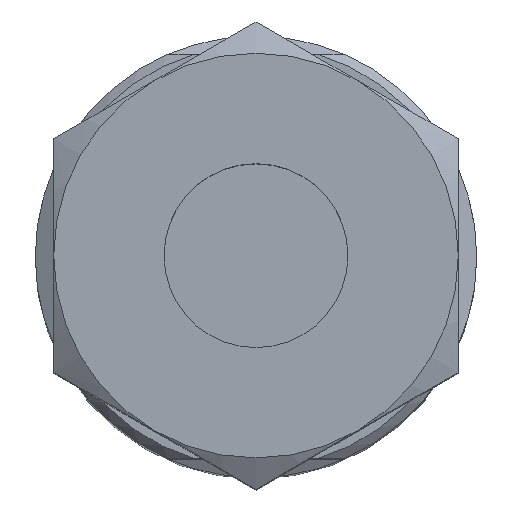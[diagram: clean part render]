
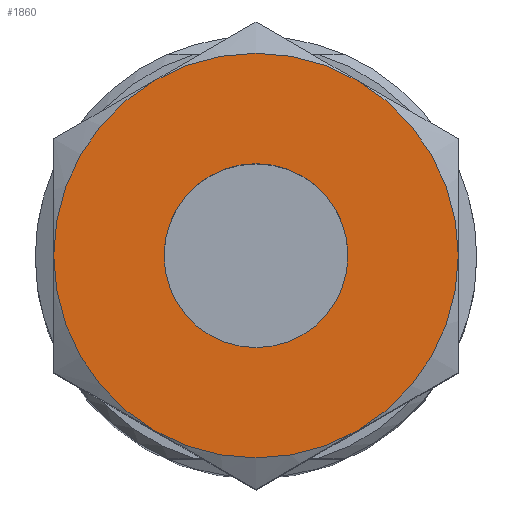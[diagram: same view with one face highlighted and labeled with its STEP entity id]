
A CAD part, top view. The second image highlights one B-rep face of the part: STEP entity #1860.
In plain terms, the highlighted planar face has unit normal (0, 0, 1).
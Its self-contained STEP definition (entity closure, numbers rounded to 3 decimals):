
#30 = VERTEX_POINT ( 'NONE', #2659 ) ;
#72 = VERTEX_POINT ( 'NONE', #367 ) ;
#97 = VERTEX_POINT ( 'NONE', #641 ) ;
#110 = CARTESIAN_POINT ( 'NONE',  ( 0., 0., 18. ) ) ;
#116 = AXIS2_PLACEMENT_3D ( 'NONE', #195, #2423, #412 ) ;
#118 = CIRCLE ( 'NONE', #427, 11. ) ;
#133 = DIRECTION ( 'NONE',  ( 1., 0., 0. ) ) ;
#142 = FACE_OUTER_BOUND ( 'NONE', #918, .T. ) ;
#158 = AXIS2_PLACEMENT_3D ( 'NONE', #110, #2347, #2193 ) ;
#195 = CARTESIAN_POINT ( 'NONE',  ( 0., 0., 18. ) ) ;
#260 = DIRECTION ( 'NONE',  ( -1., 0., 0. ) ) ;
#265 = DIRECTION ( 'NONE',  ( 0., 0., -1. ) ) ;
#284 = VERTEX_POINT ( 'NONE', #2120 ) ;
#328 = DIRECTION ( 'NONE',  ( -1., 0., 0. ) ) ;
#347 = PLANE ( 'NONE',  #601 ) ;
#367 = CARTESIAN_POINT ( 'NONE',  ( 5., 0., 18. ) ) ;
#412 = DIRECTION ( 'NONE',  ( 1., 0., 0. ) ) ;
#425 = ORIENTED_EDGE ( 'NONE', *, *, #2229, .F. ) ;
#427 = AXIS2_PLACEMENT_3D ( 'NONE', #2074, #265, #847 ) ;
#434 = EDGE_CURVE ( 'NONE', #284, #1861, #1506, .T. ) ;
#455 = ORIENTED_EDGE ( 'NONE', *, *, #1387, .F. ) ;
#485 = DIRECTION ( 'NONE',  ( -1., 0., 0. ) ) ;
#497 = CIRCLE ( 'NONE', #116, 5. ) ;
#548 = CIRCLE ( 'NONE', #1317, 11. ) ;
#554 = DIRECTION ( 'NONE',  ( 0., 0., 1. ) ) ;
#601 = AXIS2_PLACEMENT_3D ( 'NONE', #2417, #1941, #1164 ) ;
#607 = AXIS2_PLACEMENT_3D ( 'NONE', #1785, #554, #133 ) ;
#641 = CARTESIAN_POINT ( 'NONE',  ( 5.5, -9.526, 18. ) ) ;
#674 = CIRCLE ( 'NONE', #158, 11. ) ;
#771 = EDGE_LOOP ( 'NONE', ( #1159, #1659 ) ) ;
#839 = ORIENTED_EDGE ( 'NONE', *, *, #2484, .F. ) ;
#847 = DIRECTION ( 'NONE',  ( -1., 0., 0. ) ) ;
#853 = CIRCLE ( 'NONE', #2352, 5. ) ;
#918 = EDGE_LOOP ( 'NONE', ( #425, #839, #1117, #2302, #1537, #455 ) ) ;
#939 = EDGE_CURVE ( 'NONE', #284, #97, #2364, .T. ) ;
#1020 = DIRECTION ( 'NONE',  ( 0., 0., 1. ) ) ;
#1081 = CARTESIAN_POINT ( 'NONE',  ( 0., 0., 18. ) ) ;
#1117 = ORIENTED_EDGE ( 'NONE', *, *, #1399, .F. ) ;
#1146 = CIRCLE ( 'NONE', #1191, 11. ) ;
#1159 = ORIENTED_EDGE ( 'NONE', *, *, #1599, .F. ) ;
#1164 = DIRECTION ( 'NONE',  ( -1., 0., 0. ) ) ;
#1191 = AXIS2_PLACEMENT_3D ( 'NONE', #1573, #2367, #328 ) ;
#1317 = AXIS2_PLACEMENT_3D ( 'NONE', #2598, #1987, #485 ) ;
#1337 = CARTESIAN_POINT ( 'NONE',  ( -11., 0., 18. ) ) ;
#1378 = VERTEX_POINT ( 'NONE', #1337 ) ;
#1387 = EDGE_CURVE ( 'NONE', #1922, #1861, #548, .T. ) ;
#1399 = EDGE_CURVE ( 'NONE', #97, #1929, #674, .T. ) ;
#1506 = CIRCLE ( 'NONE', #607, 11. ) ;
#1537 = ORIENTED_EDGE ( 'NONE', *, *, #434, .T. ) ;
#1573 = CARTESIAN_POINT ( 'NONE',  ( 0., 0., 18. ) ) ;
#1598 = EDGE_CURVE ( 'NONE', #30, #72, #497, .T. ) ;
#1599 = EDGE_CURVE ( 'NONE', #72, #30, #853, .T. ) ;
#1608 = CARTESIAN_POINT ( 'NONE',  ( 0., 0., 18. ) ) ;
#1659 = ORIENTED_EDGE ( 'NONE', *, *, #1598, .F. ) ;
#1785 = CARTESIAN_POINT ( 'NONE',  ( 0., 0., 18. ) ) ;
#1860 = ADVANCED_FACE ( 'NONE', ( #2200, #142 ), #347, .F. ) ;
#1861 = VERTEX_POINT ( 'NONE', #2040 ) ;
#1922 = VERTEX_POINT ( 'NONE', #2257 ) ;
#1929 = VERTEX_POINT ( 'NONE', #2273 ) ;
#1941 = DIRECTION ( 'NONE',  ( 0., 0., -1. ) ) ;
#1987 = DIRECTION ( 'NONE',  ( 0., 0., -1. ) ) ;
#2040 = CARTESIAN_POINT ( 'NONE',  ( 5.5, 9.526, 18. ) ) ;
#2074 = CARTESIAN_POINT ( 'NONE',  ( 0., 0., 18. ) ) ;
#2102 = DIRECTION ( 'NONE',  ( 0., 0., -1. ) ) ;
#2120 = CARTESIAN_POINT ( 'NONE',  ( 11., 0., 18. ) ) ;
#2193 = DIRECTION ( 'NONE',  ( -1., 0., 0. ) ) ;
#2200 = FACE_BOUND ( 'NONE', #771, .T. ) ;
#2229 = EDGE_CURVE ( 'NONE', #1378, #1922, #1146, .T. ) ;
#2257 = CARTESIAN_POINT ( 'NONE',  ( -5.5, 9.526, 18. ) ) ;
#2273 = CARTESIAN_POINT ( 'NONE',  ( -5.5, -9.526, 18. ) ) ;
#2302 = ORIENTED_EDGE ( 'NONE', *, *, #939, .F. ) ;
#2347 = DIRECTION ( 'NONE',  ( 0., 0., -1. ) ) ;
#2352 = AXIS2_PLACEMENT_3D ( 'NONE', #1608, #1020, #2643 ) ;
#2364 = CIRCLE ( 'NONE', #2539, 11. ) ;
#2367 = DIRECTION ( 'NONE',  ( 0., 0., -1. ) ) ;
#2417 = CARTESIAN_POINT ( 'NONE',  ( 11., 6.351, 18. ) ) ;
#2423 = DIRECTION ( 'NONE',  ( 0., 0., 1. ) ) ;
#2484 = EDGE_CURVE ( 'NONE', #1929, #1378, #118, .T. ) ;
#2539 = AXIS2_PLACEMENT_3D ( 'NONE', #1081, #2102, #260 ) ;
#2598 = CARTESIAN_POINT ( 'NONE',  ( 0., 0., 18. ) ) ;
#2643 = DIRECTION ( 'NONE',  ( 1., 0., 0. ) ) ;
#2659 = CARTESIAN_POINT ( 'NONE',  ( -5., 0., 18. ) ) ;
